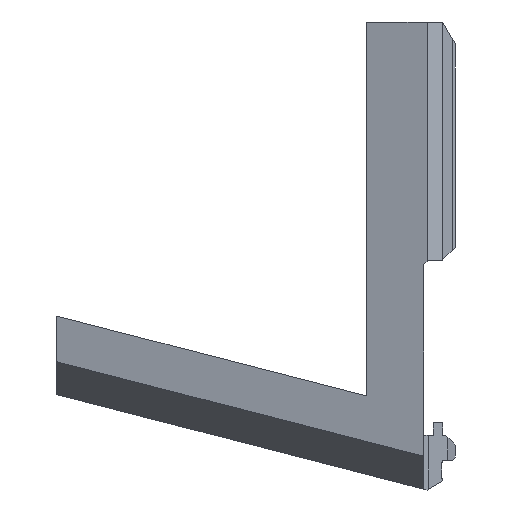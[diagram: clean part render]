
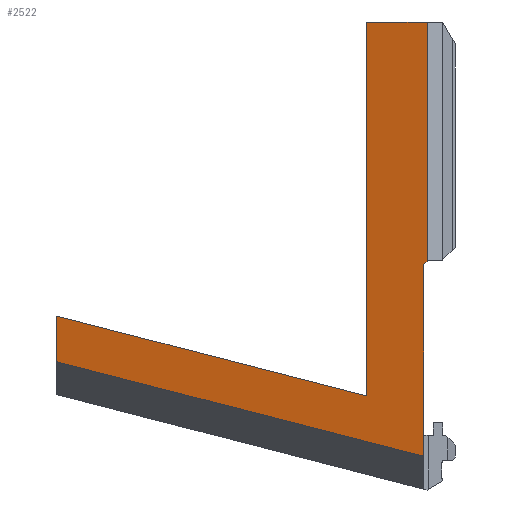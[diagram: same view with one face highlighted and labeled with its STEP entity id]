
A CAD part, left-side view. The second image highlights one B-rep face of the part: STEP entity #2522.
In plain terms, the highlighted planar face has unit normal (-0.968, 0.249, 0).
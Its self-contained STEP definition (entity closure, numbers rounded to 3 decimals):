
#130=PLANE('',#2699);
#256=FACE_OUTER_BOUND('',#388,.T.);
#388=EDGE_LOOP('',(#2261,#2262,#2263,#2264,#2265,#2266,#2267,#2268));
#498=LINE('',#3861,#816);
#627=LINE('',#4134,#945);
#633=LINE('',#4145,#951);
#652=LINE('',#4188,#970);
#659=LINE('',#4201,#977);
#661=LINE('',#4205,#979);
#708=LINE('',#4292,#1026);
#710=LINE('',#4295,#1028);
#816=VECTOR('',#2931,1000.);
#945=VECTOR('',#3168,1000.);
#951=VECTOR('',#3178,1000.);
#970=VECTOR('',#3211,1000.);
#977=VECTOR('',#3222,1000.);
#979=VECTOR('',#3226,1000.);
#1026=VECTOR('',#3309,1000.);
#1028=VECTOR('',#3313,10.);
#1169=VERTEX_POINT('',#3858);
#1170=VERTEX_POINT('',#3860);
#1259=VERTEX_POINT('',#4131);
#1260=VERTEX_POINT('',#4133);
#1263=VERTEX_POINT('',#4143);
#1278=VERTEX_POINT('',#4184);
#1280=VERTEX_POINT('',#4187);
#1285=VERTEX_POINT('',#4204);
#1438=EDGE_CURVE('',#1170,#1169,#498,.T.);
#1569=EDGE_CURVE('',#1259,#1260,#627,.T.);
#1575=EDGE_CURVE('',#1263,#1259,#633,.T.);
#1595=EDGE_CURVE('',#1280,#1278,#652,.T.);
#1602=EDGE_CURVE('',#1169,#1280,#659,.T.);
#1604=EDGE_CURVE('',#1285,#1170,#661,.T.);
#1654=EDGE_CURVE('',#1278,#1260,#708,.T.);
#1656=EDGE_CURVE('',#1285,#1263,#710,.F.);
#2261=ORIENTED_EDGE('',*,*,#1569,.F.);
#2262=ORIENTED_EDGE('',*,*,#1575,.F.);
#2263=ORIENTED_EDGE('',*,*,#1656,.F.);
#2264=ORIENTED_EDGE('',*,*,#1604,.T.);
#2265=ORIENTED_EDGE('',*,*,#1438,.T.);
#2266=ORIENTED_EDGE('',*,*,#1602,.T.);
#2267=ORIENTED_EDGE('',*,*,#1595,.T.);
#2268=ORIENTED_EDGE('',*,*,#1654,.T.);
#2522=ADVANCED_FACE('',(#256),#130,.F.);
#2699=AXIS2_PLACEMENT_3D('',#4294,#3311,#3312);
#2931=DIRECTION('',(0.,0.,1.));
#3168=DIRECTION('',(0.,0.,1.));
#3178=DIRECTION('',(-0.242,-0.94,-0.242));
#3211=DIRECTION('',(0.,0.,1.));
#3222=DIRECTION('',(-0.179,-0.696,0.696));
#3226=DIRECTION('',(-0.242,-0.94,-0.242));
#3309=DIRECTION('',(0.25,0.968,0.));
#3311=DIRECTION('center_axis',(0.968,-0.25,0.));
#3312=DIRECTION('ref_axis',(0.25,0.968,0.));
#3313=DIRECTION('',(0.,0.,-1.));
#3858=CARTESIAN_POINT('',(-248.172,496.1,-475.674));
#3860=CARTESIAN_POINT('',(-248.172,496.1,-535.822));
#3861=CARTESIAN_POINT('',(-248.172,496.1,-247.674));
#4131=CARTESIAN_POINT('',(-243.566,513.973,-516.869));
#4133=CARTESIAN_POINT('',(-243.566,513.973,-399.394));
#4134=CARTESIAN_POINT('',(-243.566,513.973,-517.867));
#4143=CARTESIAN_POINT('',(-218.474,611.348,-491.776));
#4145=CARTESIAN_POINT('',(-222.106,597.253,-495.409));
#4184=CARTESIAN_POINT('',(-248.471,494.942,-399.394));
#4187=CARTESIAN_POINT('',(-248.471,494.942,-474.516));
#4188=CARTESIAN_POINT('',(-248.471,494.942,-431.867));
#4201=CARTESIAN_POINT('',(-267.891,419.58,-399.154));
#4204=CARTESIAN_POINT('',(-218.474,611.348,-506.123));
#4205=CARTESIAN_POINT('',(-215.385,623.334,-503.034));
#4292=CARTESIAN_POINT('',(-231.286,561.627,-399.394));
#4294=CARTESIAN_POINT('Origin',(-231.286,561.627,-247.674));
#4295=CARTESIAN_POINT('',(-218.474,611.348,-69.361));
